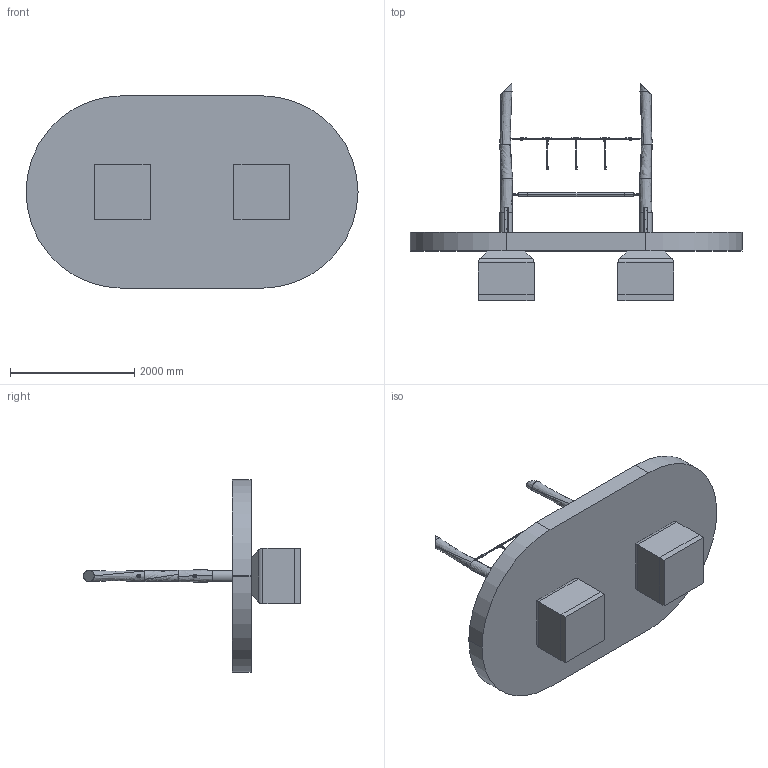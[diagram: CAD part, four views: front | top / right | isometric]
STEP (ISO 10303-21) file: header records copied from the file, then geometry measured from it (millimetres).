
FILE_DESCRIPTION (( 'STEP AP214' ), '1' );
FILE_NAME ('4591-30-3.STEP', '2014-07-03T06:26:34', ( '' ), ( '' ), 'SwSTEP 2.0', 'SolidWorks 2014', '' );
FILE_SCHEMA (( 'AUTOMOTIVE_DESIGN' ));
Length unit declared in the file: millimetre
Products named in the file (26): Sechskant-Sicherungsmutter ISO 7040_DIN EN ISO 7040 - M8 - N; Fundamente 4591-30-3-R; 8mm Kausche_Standard<Wie bearbeitet>; FLATCKTT 0.19-16-type I-AB-1.375-N_FLATCKTT 0.19-16-type I-AB-1.375-N; 4591-30-3; Hintere Scheibe3; 6er Kettenglied; Vordere Scheibe3; 4591-30-3 1; 70-4316 - Seilendverschlussbuchse 1; Hangelseil 1; Seilstopper einteilig 1; zusätzliches Bew. T-Stück 1; Bew. T-Stück Längsträger 1; Bew. TStück Quer 1; 55-02-06-08 - Kettenschäkel 1; 457-07 - Kunststoff Kausche 1; 16er seil 1_Standard<Wie bearbeitet>; Sicherheitslache 4591-30-3-R; 6 Glieder 6er Kette; 6er Kettenglied Tipi-Drehscheibe; 6er Kettenglied_1; Kausche +Kettenschäkel; Sicherheitsbereich 4591-30-3-R; 65mm Tau_Standard<Wie bearbeitet>; Robieniepfosten_4591-30-3-R
Assembly tree (97 placements, depth 4):
  4591-30-3
    Fundamente 4591-30-3-R
    Robieniepfosten_4591-30-3-R  x2
    Sicherheitsbereich 4591-30-3-R
    6 Glieder 6er Kette  x2
      6er Kettenglied_1
    4591-30-3 1
      16er seil 1_Standard<Wie bearbeitet>
      457-07 - Kunststoff Kausche 1  x2
      55-02-06-08 - Kettenschäkel 1  x2
      zusätzliches Bew. T-Stück 1  x3
        Bew. TStück Quer 1
        Bew. T-Stück Längsträger 1
      Seilstopper einteilig 1  x6
      Hangelseil 1  x3
      70-4316 - Seilendverschlussbuchse 1  x3
    Vordere Scheibe3  x6
    Hintere Scheibe3  x6
    FLATCKTT 0.19-16-type I-AB-1.375-N_FLATCKTT 0.19-16-type I-AB-1.375-N  x28
    Kausche +Kettenschäkel
      8mm Kausche_Standard<Wie bearbeitet>  x2
      55-02-06-08 - Kettenschäkel 1  x2
      Sechskant-Sicherungsmutter ISO 7040_DIN EN ISO 7040 - M8 - N  x2
      65mm Tau_Standard<Wie bearbeitet>
      6 Glieder 6er Kette  x2
        6er Kettenglied_1
    6er Kettenglied_1  x3
    6er Kettenglied Tipi-Drehscheibe  x5
    Sicherheitslache 4591-30-3-R  x4
  6er Kettenglied
Bounding box: 5350 x 3502.71 x 3100 mm (x, y, z)
Volume: 5815431756.5 mm3; surface area: 50850194.5 mm2
Topology: 127 solids, 127 shells, 3701 faces, 9039 edges, 5470 vertices
Faces by surface type: plane 1497, cylinder 1124, torus 608, cone 318, bspline 146, sphere 8
Entity records: 39908 total; most frequent: CARTESIAN_POINT 14664, DIRECTION 4869, ORIENTED_EDGE 4722, EDGE_CURVE 2361, AXIS2_PLACEMENT_3D 1861, VERTEX_POINT 1468, VECTOR 1147, LINE 1147
